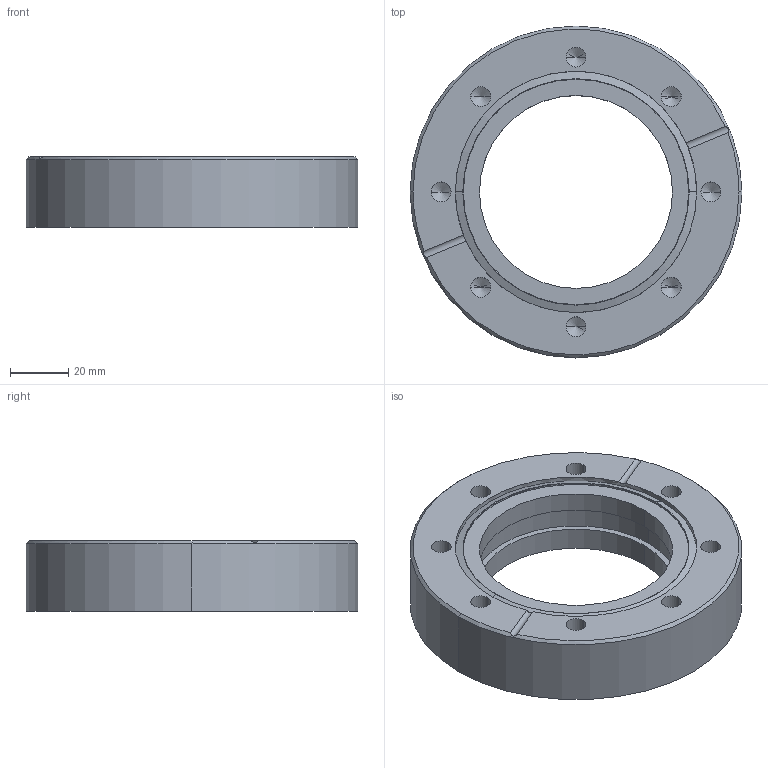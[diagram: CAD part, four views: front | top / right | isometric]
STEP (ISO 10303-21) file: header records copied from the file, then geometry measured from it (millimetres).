
FILE_DESCRIPTION (( 'STEP AP214' ), '1' );
FILE_NAME ('420FES063.step', '2017-07-07T10:17:24', ( 'install' ), ( '' ), 'SwSTEP 2.0', 'SolidWorks 2015', '' );
FILE_SCHEMA (( 'AUTOMOTIVE_DESIGN' ));
Length unit declared in the file: millimetre
Products named in the file (1): 420FES063
Bounding box: 113.5 x 113.5 x 24 mm (x, y, z)
Volume: 149421.8 mm3; surface area: 31121.8 mm2
Topology: 1 solids, 1 shells, 58 faces, 138 edges, 76 vertices
Faces by surface type: cylinder 28, cone 22, plane 6, torus 2
Entity records: 1826 total; most frequent: CARTESIAN_POINT 313, DIRECTION 302, ORIENTED_EDGE 244, AXIS2_PLACEMENT_3D 125, EDGE_CURVE 122, VERTEX_POINT 76, EDGE_LOOP 70, CIRCLE 66
